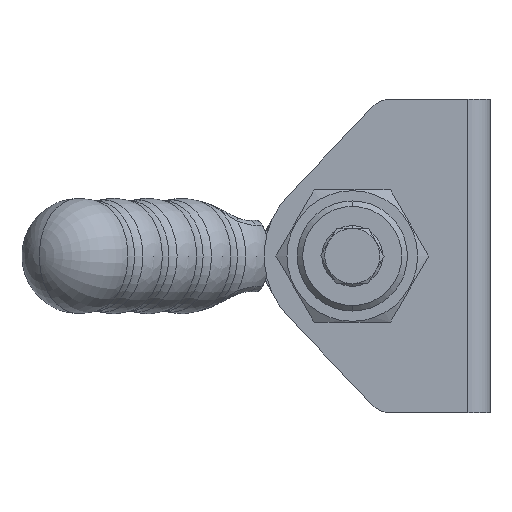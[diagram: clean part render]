
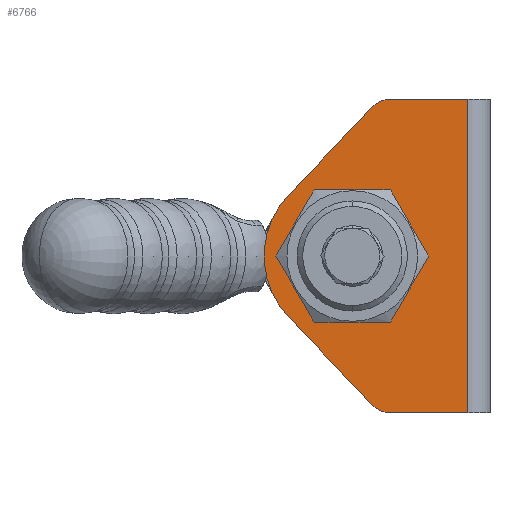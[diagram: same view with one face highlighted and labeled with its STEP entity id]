
A CAD part, left-side view. The second image highlights one B-rep face of the part: STEP entity #6766.
In plain terms, the highlighted planar face has unit normal (-1, 0, 0).
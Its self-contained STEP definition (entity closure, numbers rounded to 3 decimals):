
#12 = FACE_BOUND ( 'NONE', #2547, .T. ) ;
#31 = DIRECTION ( 'NONE',  ( 0., -0.689, 0.725 ) ) ;
#72 = VERTEX_POINT ( 'NONE', #10427 ) ;
#233 = VERTEX_POINT ( 'NONE', #651 ) ;
#326 = AXIS2_PLACEMENT_3D ( 'NONE', #3194, #9846, #7006 ) ;
#467 = EDGE_CURVE ( 'NONE', #233, #2092, #10017, .T. ) ;
#551 = EDGE_LOOP ( 'NONE', ( #5999, #10571, #2307, #1180, #10134, #7353, #5707, #5643 ) ) ;
#554 = EDGE_CURVE ( 'NONE', #9427, #10776, #912, .T. ) ;
#651 = CARTESIAN_POINT ( 'NONE',  ( 4., 25., -10.1 ) ) ;
#873 = CARTESIAN_POINT ( 'NONE',  ( 4., 17.853, -23.5 ) ) ;
#912 = CIRCLE ( 'NONE', #10310, 5. ) ;
#997 = CARTESIAN_POINT ( 'NONE',  ( 4., 10.516, -38.487 ) ) ;
#1180 = ORIENTED_EDGE ( 'NONE', *, *, #10879, .F. ) ;
#1189 = CARTESIAN_POINT ( 'NONE',  ( 4., 25., 10.1 ) ) ;
#1330 = DIRECTION ( 'NONE',  ( 1., 0., 0. ) ) ;
#1810 = VERTEX_POINT ( 'NONE', #5110 ) ;
#1843 = DIRECTION ( 'NONE',  ( 0., 0., -1. ) ) ;
#2063 = AXIS2_PLACEMENT_3D ( 'NONE', #4091, #10740, #5045 ) ;
#2092 = VERTEX_POINT ( 'NONE', #1189 ) ;
#2122 = EDGE_CURVE ( 'NONE', #2092, #233, #4303, .T. ) ;
#2157 = CARTESIAN_POINT ( 'NONE',  ( 4., 25., 0. ) ) ;
#2305 = VECTOR ( 'NONE', #8148, 1000. ) ;
#2307 = ORIENTED_EDGE ( 'NONE', *, *, #7672, .F. ) ;
#2347 = LINE ( 'NONE', #997, #12159 ) ;
#2547 = EDGE_LOOP ( 'NONE', ( #9712, #4831 ) ) ;
#2631 = VERTEX_POINT ( 'NONE', #11116 ) ;
#2680 = EDGE_CURVE ( 'NONE', #72, #7886, #10398, .T. ) ;
#3101 = DIRECTION ( 'NONE',  ( 0., 0., -1. ) ) ;
#3194 = CARTESIAN_POINT ( 'NONE',  ( 4., 25., 0. ) ) ;
#3199 = CARTESIAN_POINT ( 'NONE',  ( 4., 17.853, 23.5 ) ) ;
#3434 = CARTESIAN_POINT ( 'NONE',  ( 4., 4.01, 28.5 ) ) ;
#3637 = DIRECTION ( 'NONE',  ( 0., 0., 1. ) ) ;
#4091 = CARTESIAN_POINT ( 'NONE',  ( 4., 25., 0. ) ) ;
#4161 = DIRECTION ( 'NONE',  ( 0., 0., -1. ) ) ;
#4303 = CIRCLE ( 'NONE', #326, 10.1 ) ;
#4619 = CARTESIAN_POINT ( 'NONE',  ( 4., 21.479, 26.943 ) ) ;
#4762 = VECTOR ( 'NONE', #3637, 1000. ) ;
#4831 = ORIENTED_EDGE ( 'NONE', *, *, #2122, .T. ) ;
#5045 = DIRECTION ( 'NONE',  ( 0., 0., -1. ) ) ;
#5110 = CARTESIAN_POINT ( 'NONE',  ( 4., 36.602, 11.018 ) ) ;
#5413 = EDGE_CURVE ( 'NONE', #1810, #7001, #5858, .T. ) ;
#5643 = ORIENTED_EDGE ( 'NONE', *, *, #6072, .T. ) ;
#5707 = ORIENTED_EDGE ( 'NONE', *, *, #2680, .T. ) ;
#5858 = LINE ( 'NONE', #6734, #10606 ) ;
#5999 = ORIENTED_EDGE ( 'NONE', *, *, #11742, .F. ) ;
#6072 = EDGE_CURVE ( 'NONE', #7886, #2631, #9840, .T. ) ;
#6112 = CIRCLE ( 'NONE', #2063, 16. ) ;
#6153 = AXIS2_PLACEMENT_3D ( 'NONE', #7034, #1330, #7993 ) ;
#6202 = CARTESIAN_POINT ( 'NONE',  ( 4., 0., 28.5 ) ) ;
#6564 = VERTEX_POINT ( 'NONE', #7168 ) ;
#6734 = CARTESIAN_POINT ( 'NONE',  ( 4., 38.978, 8.516 ) ) ;
#6766 = ADVANCED_FACE ( 'NONE', ( #12, #10440 ), #11785, .F. ) ;
#6905 = CARTESIAN_POINT ( 'NONE',  ( 4., 17.853, -28.5 ) ) ;
#7001 = VERTEX_POINT ( 'NONE', #4619 ) ;
#7006 = DIRECTION ( 'NONE',  ( 0., 0., -1. ) ) ;
#7034 = CARTESIAN_POINT ( 'NONE',  ( 4., 0., -28.5 ) ) ;
#7168 = CARTESIAN_POINT ( 'NONE',  ( 4., 36.602, -11.018 ) ) ;
#7222 = CARTESIAN_POINT ( 'NONE',  ( 4., 0., -28.5 ) ) ;
#7278 = VECTOR ( 'NONE', #11888, 1000. ) ;
#7353 = ORIENTED_EDGE ( 'NONE', *, *, #12344, .F. ) ;
#7403 = CARTESIAN_POINT ( 'NONE',  ( 4., 21.479, -26.943 ) ) ;
#7536 = DIRECTION ( 'NONE',  ( 1., 0., 0. ) ) ;
#7662 = DIRECTION ( 'NONE',  ( 0., 0.689, 0.725 ) ) ;
#7672 = EDGE_CURVE ( 'NONE', #6564, #1810, #6112, .T. ) ;
#7886 = VERTEX_POINT ( 'NONE', #3434 ) ;
#7993 = DIRECTION ( 'NONE',  ( 0., 0., -1. ) ) ;
#8148 = DIRECTION ( 'NONE',  ( 0., 1., 0. ) ) ;
#8814 = DIRECTION ( 'NONE',  ( 1., 0., 0. ) ) ;
#9324 = CARTESIAN_POINT ( 'NONE',  ( 4., 4.01, -28.5 ) ) ;
#9427 = VERTEX_POINT ( 'NONE', #6905 ) ;
#9589 = LINE ( 'NONE', #7222, #2305 ) ;
#9712 = ORIENTED_EDGE ( 'NONE', *, *, #467, .T. ) ;
#9840 = LINE ( 'NONE', #6202, #7278 ) ;
#9846 = DIRECTION ( 'NONE',  ( 1., 0., 0. ) ) ;
#9852 = DIRECTION ( 'NONE',  ( 1., 0., 0. ) ) ;
#10017 = CIRCLE ( 'NONE', #10121, 10.1 ) ;
#10121 = AXIS2_PLACEMENT_3D ( 'NONE', #2157, #8814, #3101 ) ;
#10134 = ORIENTED_EDGE ( 'NONE', *, *, #554, .F. ) ;
#10310 = AXIS2_PLACEMENT_3D ( 'NONE', #873, #7536, #1843 ) ;
#10398 = LINE ( 'NONE', #9324, #4762 ) ;
#10427 = CARTESIAN_POINT ( 'NONE',  ( 4., 4.01, -28.5 ) ) ;
#10440 = FACE_OUTER_BOUND ( 'NONE', #551, .T. ) ;
#10444 = AXIS2_PLACEMENT_3D ( 'NONE', #3199, #9852, #4161 ) ;
#10571 = ORIENTED_EDGE ( 'NONE', *, *, #5413, .F. ) ;
#10606 = VECTOR ( 'NONE', #31, 1000. ) ;
#10740 = DIRECTION ( 'NONE',  ( 1., 0., 0. ) ) ;
#10776 = VERTEX_POINT ( 'NONE', #7403 ) ;
#10879 = EDGE_CURVE ( 'NONE', #10776, #6564, #2347, .T. ) ;
#11116 = CARTESIAN_POINT ( 'NONE',  ( 4., 17.853, 28.5 ) ) ;
#11386 = CIRCLE ( 'NONE', #10444, 5. ) ;
#11742 = EDGE_CURVE ( 'NONE', #7001, #2631, #11386, .T. ) ;
#11785 = PLANE ( 'NONE',  #6153 ) ;
#11888 = DIRECTION ( 'NONE',  ( 0., 1., 0. ) ) ;
#12159 = VECTOR ( 'NONE', #7662, 1000. ) ;
#12344 = EDGE_CURVE ( 'NONE', #72, #9427, #9589, .T. ) ;
